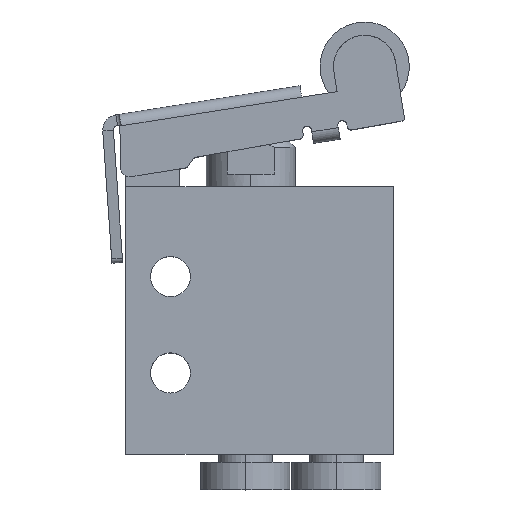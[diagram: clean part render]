
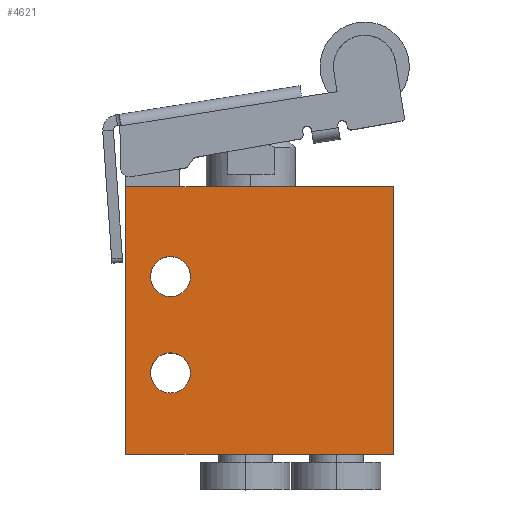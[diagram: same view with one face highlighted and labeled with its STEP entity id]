
A CAD part, top view. The second image highlights one B-rep face of the part: STEP entity #4621.
In plain terms, the highlighted planar face has unit normal (0, 0, 1).
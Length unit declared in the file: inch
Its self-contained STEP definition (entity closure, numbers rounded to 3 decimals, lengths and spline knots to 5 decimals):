
#341 = EDGE_CURVE ( 'NONE', #1573, #3551, #4426, .T. ) ;
#344 = CARTESIAN_POINT ( 'NONE',  ( -0.55118, -1.1811, 0.29528 ) ) ;
#514 = DIRECTION ( 'NONE',  ( 1., 0., 0. ) ) ;
#539 = DIRECTION ( 'NONE',  ( 0., 0., 1. ) ) ;
#579 = CARTESIAN_POINT ( 'NONE',  ( -0.26575, -0.82283, 0.29528 ) ) ;
#675 = LINE ( 'NONE', #5639, #5432 ) ;
#796 = CARTESIAN_POINT ( 'NONE',  ( 0.62992, 0., 0.29528 ) ) ;
#833 = AXIS2_PLACEMENT_3D ( 'NONE', #5881, #1306, #2488 ) ;
#856 = DIRECTION ( 'NONE',  ( 0., 0., -1. ) ) ;
#972 = CARTESIAN_POINT ( 'NONE',  ( -0.44291, -0.82283, 0.29528 ) ) ;
#1142 = CARTESIAN_POINT ( 'NONE',  ( -0.35433, -0.39764, 0.29528 ) ) ;
#1306 = DIRECTION ( 'NONE',  ( 0., 0., -1. ) ) ;
#1439 = EDGE_CURVE ( 'NONE', #4327, #2058, #5024, .T. ) ;
#1524 = VERTEX_POINT ( 'NONE', #2508 ) ;
#1573 = VERTEX_POINT ( 'NONE', #2582 ) ;
#1593 = PLANE ( 'NONE',  #2725 ) ;
#1603 = VECTOR ( 'NONE', #6665, 39.37008 ) ;
#1674 = CARTESIAN_POINT ( 'NONE',  ( -0.44291, -0.39764, 0.29528 ) ) ;
#2009 = VECTOR ( 'NONE', #6543, 39.37008 ) ;
#2058 = VERTEX_POINT ( 'NONE', #972 ) ;
#2164 = DIRECTION ( 'NONE',  ( 1., 0., 0. ) ) ;
#2296 = DIRECTION ( 'NONE',  ( -1., 0., 0. ) ) ;
#2313 = LINE ( 'NONE', #4835, #5273 ) ;
#2383 = ORIENTED_EDGE ( 'NONE', *, *, #1439, .T. ) ;
#2394 = EDGE_LOOP ( 'NONE', ( #2688, #3300, #5313, #5825 ) ) ;
#2488 = DIRECTION ( 'NONE',  ( 1., 0., 0. ) ) ;
#2508 = CARTESIAN_POINT ( 'NONE',  ( 0.62992, -1.1811, 0.29528 ) ) ;
#2582 = CARTESIAN_POINT ( 'NONE',  ( -0.26575, -0.39764, 0.29528 ) ) ;
#2688 = ORIENTED_EDGE ( 'NONE', *, *, #6430, .T. ) ;
#2725 = AXIS2_PLACEMENT_3D ( 'NONE', #3765, #539, #2164 ) ;
#2793 = DIRECTION ( 'NONE',  ( 1., 0., 0. ) ) ;
#3140 = DIRECTION ( 'NONE',  ( 0., -1., 0. ) ) ;
#3244 = ORIENTED_EDGE ( 'NONE', *, *, #6806, .T. ) ;
#3261 = AXIS2_PLACEMENT_3D ( 'NONE', #7126, #856, #4898 ) ;
#3300 = ORIENTED_EDGE ( 'NONE', *, *, #3622, .T. ) ;
#3351 = FACE_BOUND ( 'NONE', #4874, .T. ) ;
#3490 = EDGE_CURVE ( 'NONE', #3551, #1573, #5253, .T. ) ;
#3544 = FACE_OUTER_BOUND ( 'NONE', #2394, .T. ) ;
#3551 = VERTEX_POINT ( 'NONE', #1674 ) ;
#3622 = EDGE_CURVE ( 'NONE', #6308, #5224, #675, .T. ) ;
#3662 = LINE ( 'NONE', #3727, #1603 ) ;
#3727 = CARTESIAN_POINT ( 'NONE',  ( 0., -1.1811, 0.29528 ) ) ;
#3765 = CARTESIAN_POINT ( 'NONE',  ( 0., 0., 0.29528 ) ) ;
#3784 = CIRCLE ( 'NONE', #3261, 0.08858 ) ;
#4024 = EDGE_CURVE ( 'NONE', #5992, #1524, #3662, .T. ) ;
#4327 = VERTEX_POINT ( 'NONE', #579 ) ;
#4426 = CIRCLE ( 'NONE', #6831, 0.08858 ) ;
#4507 = LINE ( 'NONE', #796, #2009 ) ;
#4621 = ADVANCED_FACE ( 'NONE', ( #3544, #3351, #4789 ), #1593, .T. ) ;
#4789 = FACE_BOUND ( 'NONE', #5310, .T. ) ;
#4835 = CARTESIAN_POINT ( 'NONE',  ( -0.55118, 0., 0.29528 ) ) ;
#4874 = EDGE_LOOP ( 'NONE', ( #5410, #5032 ) ) ;
#4898 = DIRECTION ( 'NONE',  ( 1., 0., 0. ) ) ;
#5024 = CIRCLE ( 'NONE', #833, 0.08858 ) ;
#5032 = ORIENTED_EDGE ( 'NONE', *, *, #3490, .T. ) ;
#5119 = DIRECTION ( 'NONE',  ( 0., 0., -1. ) ) ;
#5224 = VERTEX_POINT ( 'NONE', #7019 ) ;
#5253 = CIRCLE ( 'NONE', #5650, 0.08858 ) ;
#5273 = VECTOR ( 'NONE', #3140, 39.37008 ) ;
#5310 = EDGE_LOOP ( 'NONE', ( #2383, #3244 ) ) ;
#5313 = ORIENTED_EDGE ( 'NONE', *, *, #5488, .T. ) ;
#5410 = ORIENTED_EDGE ( 'NONE', *, *, #341, .T. ) ;
#5432 = VECTOR ( 'NONE', #2296, 39.37008 ) ;
#5488 = EDGE_CURVE ( 'NONE', #5224, #5992, #2313, .T. ) ;
#5639 = CARTESIAN_POINT ( 'NONE',  ( 0., 0., 0.29528 ) ) ;
#5650 = AXIS2_PLACEMENT_3D ( 'NONE', #6846, #5119, #514 ) ;
#5823 = CARTESIAN_POINT ( 'NONE',  ( 0.62992, 0., 0.29528 ) ) ;
#5825 = ORIENTED_EDGE ( 'NONE', *, *, #4024, .T. ) ;
#5881 = CARTESIAN_POINT ( 'NONE',  ( -0.35433, -0.82283, 0.29528 ) ) ;
#5992 = VERTEX_POINT ( 'NONE', #344 ) ;
#6249 = DIRECTION ( 'NONE',  ( 0., 0., -1. ) ) ;
#6308 = VERTEX_POINT ( 'NONE', #5823 ) ;
#6430 = EDGE_CURVE ( 'NONE', #1524, #6308, #4507, .T. ) ;
#6543 = DIRECTION ( 'NONE',  ( 0., 1., 0. ) ) ;
#6665 = DIRECTION ( 'NONE',  ( 1., 0., 0. ) ) ;
#6806 = EDGE_CURVE ( 'NONE', #2058, #4327, #3784, .T. ) ;
#6831 = AXIS2_PLACEMENT_3D ( 'NONE', #1142, #6249, #2793 ) ;
#6846 = CARTESIAN_POINT ( 'NONE',  ( -0.35433, -0.39764, 0.29528 ) ) ;
#7019 = CARTESIAN_POINT ( 'NONE',  ( -0.55118, 0., 0.29528 ) ) ;
#7126 = CARTESIAN_POINT ( 'NONE',  ( -0.35433, -0.82283, 0.29528 ) ) ;
